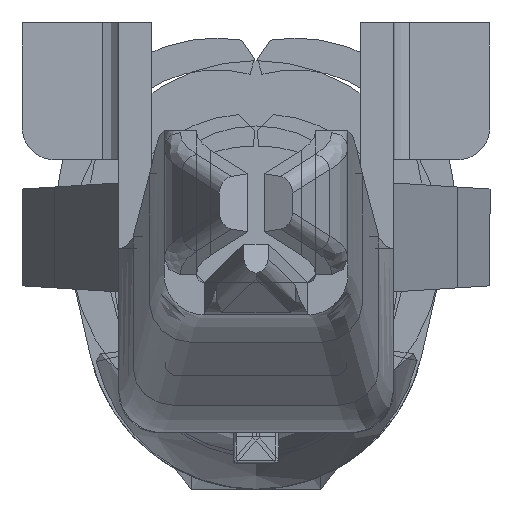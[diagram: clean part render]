
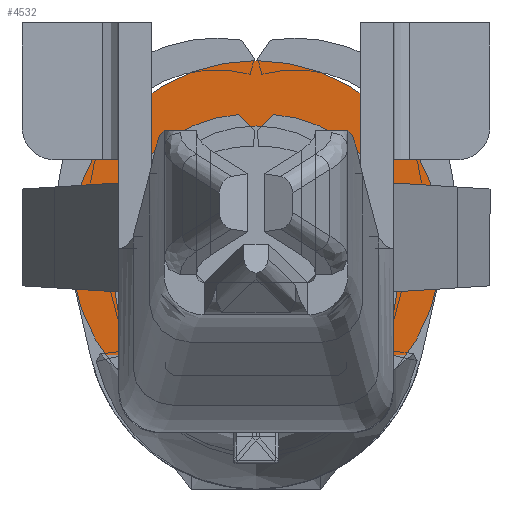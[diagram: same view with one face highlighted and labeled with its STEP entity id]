
A CAD part, left-side view. The second image highlights one B-rep face of the part: STEP entity #4532.
In plain terms, the highlighted planar face has unit normal (-1, 0, 0).
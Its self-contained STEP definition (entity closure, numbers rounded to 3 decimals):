
#1040=PLANE('',#4802);
#1196=ORIENTED_EDGE('',*,*,#2584,.T.);
#1197=ORIENTED_EDGE('',*,*,#2583,.T.);
#2583=EDGE_CURVE('',#3278,#3278,#3727,.T.);
#2584=EDGE_CURVE('',#3279,#3279,#3728,.F.);
#3278=VERTEX_POINT('',#6370);
#3279=VERTEX_POINT('',#6374);
#3727=CIRCLE('',#4800,1.15);
#3728=CIRCLE('',#4803,0.745);
#3862=EDGE_LOOP('',(#1196));
#3863=EDGE_LOOP('',(#1197));
#4126=FACE_BOUND('',#3862,.T.);
#4127=FACE_BOUND('',#3863,.T.);
#4532=ADVANCED_FACE('',(#4126,#4127),#1040,.T.);
#4800=AXIS2_PLACEMENT_3D('',#6369,#5190,#5191);
#4802=AXIS2_PLACEMENT_3D('',#6372,#5194,#5195);
#4803=AXIS2_PLACEMENT_3D('',#6373,#5196,#5197);
#5190=DIRECTION('',(-1.,0.,0.));
#5191=DIRECTION('',(0.,0.,1.));
#5194=DIRECTION('',(-1.,0.,0.));
#5195=DIRECTION('',(0.,-1.,0.));
#5196=DIRECTION('',(-1.,0.,0.));
#5197=DIRECTION('',(0.,0.,1.));
#6369=CARTESIAN_POINT('',(-72.,0.,0.));
#6370=CARTESIAN_POINT('',(-72.,0.,1.15));
#6372=CARTESIAN_POINT('',(-72.,0.,0.));
#6373=CARTESIAN_POINT('',(-72.,0.,0.));
#6374=CARTESIAN_POINT('',(-72.,0.,0.745));
